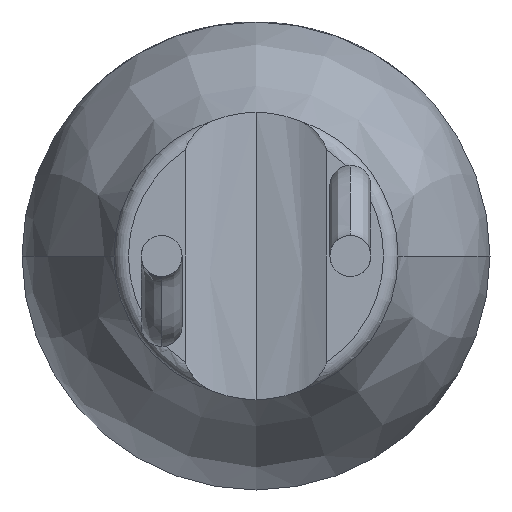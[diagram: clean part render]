
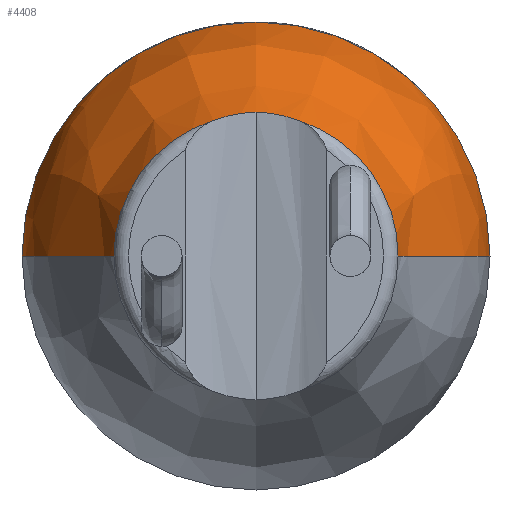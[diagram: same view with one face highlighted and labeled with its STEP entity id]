
A CAD part, front view. The second image highlights one B-rep face of the part: STEP entity #4408.
In plain terms, the highlighted free-form (B-spline) face has degree [3, 3] with [4, 4] control points.
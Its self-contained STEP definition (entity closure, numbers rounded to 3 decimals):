
#124 = CARTESIAN_POINT ( 'NONE',  ( -3.111, 1.57, 6.222 ) ) ;
#454 = CARTESIAN_POINT ( 'NONE',  ( -2.062, 0.899, 0. ) ) ;
#520 = CARTESIAN_POINT ( 'NONE',  ( -2.062, 0.899, 4.125 ) ) ;
#539 = CARTESIAN_POINT ( 'NONE',  ( 3.15, 3.228, 0. ) ) ;
#553 = CARTESIAN_POINT ( 'NONE',  ( 3.15, 3.228, 0. ) ) ;
#595 = VERTEX_POINT ( 'NONE', #953 ) ;
#617 = B_SPLINE_CURVE_WITH_KNOTS ( 'NONE', 3,
 ( #3001, #3574, #1135, #4174, #888, #4490 ),
 .UNSPECIFIED., .F., .F.,
 ( 4, 2, 4 ),
 ( 0., 0., 0.001 ),
 .UNSPECIFIED. ) ;
#639 = B_SPLINE_CURVE_WITH_KNOTS ( 'NONE', 3,
 ( #2330, #1231, #3268, #3705, #3691, #4533 ),
 .UNSPECIFIED., .F., .F.,
 ( 4, 2, 4 ),
 ( 0., 0., 0.001 ),
 .UNSPECIFIED. ) ;
#756 = CARTESIAN_POINT ( 'NONE',  ( 0., 3.228, 0. ) ) ;
#791 = EDGE_CURVE ( 'NONE', #3141, #1410, #4885, .T. ) ;
#818 = CIRCLE ( 'NONE', #4309, 1.913 ) ;
#823 = VERTEX_POINT ( 'NONE', #4768 ) ;
#888 = CARTESIAN_POINT ( 'NONE',  ( -0.484, 0.192, 1.859 ) ) ;
#953 = CARTESIAN_POINT ( 'NONE',  ( 1.913, 0.16, 0. ) ) ;
#1027 = B_SPLINE_CURVE_WITH_KNOTS ( 'NONE', 3,
 ( #2090, #454, #3306, #4512 ),
 .UNSPECIFIED., .F., .F.,
 ( 4, 4 ),
 ( 0.067, 1. ),
 .UNSPECIFIED. ) ;
#1093 = EDGE_CURVE ( 'NONE', #1410, #3707, #3291, .T. ) ;
#1127 =( BOUNDED_SURFACE ( )  B_SPLINE_SURFACE ( 3, 3, ( 
 ( #5031, #1790, #4626, #3355 ),
 ( #1753, #3336, #520, #3375 ),
 ( #2181, #2583, #124, #4642 ),
 ( #539, #3394, #1407, #1394 ) ),
 .UNSPECIFIED., .F., .F., .T. ) 
 B_SPLINE_SURFACE_WITH_KNOTS ( ( 4, 4 ),
 ( 4, 4 ),
 ( 0.067, 1. ),
 ( 0., 1. ),
 .UNSPECIFIED. ) 
 GEOMETRIC_REPRESENTATION_ITEM ( )  RATIONAL_B_SPLINE_SURFACE ( (
 ( 1., 0.333, 0.333, 1.),
 ( 1., 0.333, 0.333, 1.),
 ( 1., 0.333, 0.333, 1.),
 ( 1., 0.333, 0.333, 1.) ) ) 
 REPRESENTATION_ITEM ( '' )  SURFACE ( )  );
#1135 = CARTESIAN_POINT ( 'NONE',  ( -0.198, 0.24, 1.924 ) ) ;
#1143 = EDGE_CURVE ( 'NONE', #2911, #595, #818, .T. ) ;
#1231 = CARTESIAN_POINT ( 'NONE',  ( 0.1, 0.247, 1.934 ) ) ;
#1394 = CARTESIAN_POINT ( 'NONE',  ( -3.15, 3.228, 0. ) ) ;
#1407 = CARTESIAN_POINT ( 'NONE',  ( -3.15, 3.228, 6.3 ) ) ;
#1410 = VERTEX_POINT ( 'NONE', #3524 ) ;
#1483 = CARTESIAN_POINT ( 'NONE',  ( 0., 0.16, 0. ) ) ;
#1606 = CARTESIAN_POINT ( 'NONE',  ( 1.913, 0.16, 0. ) ) ;
#1675 = EDGE_LOOP ( 'NONE', ( #2994, #2236, #3874, #2344, #4960, #2990, #3690, #3412 ) ) ;
#1700 = DIRECTION ( 'NONE',  ( 0., 0., -1. ) ) ;
#1753 = CARTESIAN_POINT ( 'NONE',  ( 2.062, 0.899, 0. ) ) ;
#1790 = CARTESIAN_POINT ( 'NONE',  ( 1.913, 0.16, 3.825 ) ) ;
#1832 = CARTESIAN_POINT ( 'NONE',  ( 0., 0.25, 1.935 ) ) ;
#1908 = CARTESIAN_POINT ( 'NONE',  ( -3.15, 3.228, 0. ) ) ;
#2053 = B_SPLINE_CURVE_WITH_KNOTS ( 'NONE', 3,
 ( #1606, #4877, #4125, #4575 ),
 .UNSPECIFIED., .F., .F.,
 ( 4, 4 ),
 ( 0.067, 1. ),
 .UNSPECIFIED. ) ;
#2090 = CARTESIAN_POINT ( 'NONE',  ( -1.913, 0.16, 0. ) ) ;
#2181 = CARTESIAN_POINT ( 'NONE',  ( 3.111, 1.57, 0. ) ) ;
#2236 = ORIENTED_EDGE ( 'NONE', *, *, #4179, .T. ) ;
#2316 = EDGE_CURVE ( 'NONE', #3635, #823, #4954, .T. ) ;
#2330 = CARTESIAN_POINT ( 'NONE',  ( 0., 0.25, 1.935 ) ) ;
#2344 = ORIENTED_EDGE ( 'NONE', *, *, #1093, .T. ) ;
#2583 = CARTESIAN_POINT ( 'NONE',  ( 3.111, 1.57, 6.222 ) ) ;
#2675 = FACE_OUTER_BOUND ( 'NONE', #1675, .T. ) ;
#2814 = CARTESIAN_POINT ( 'NONE',  ( 0.573, 0.16, 1.825 ) ) ;
#2911 = VERTEX_POINT ( 'NONE', #2814 ) ;
#2924 = AXIS2_PLACEMENT_3D ( 'NONE', #4147, #3292, #1700 ) ;
#2990 = ORIENTED_EDGE ( 'NONE', *, *, #2316, .T. ) ;
#2994 = ORIENTED_EDGE ( 'NONE', *, *, #1143, .T. ) ;
#3001 = CARTESIAN_POINT ( 'NONE',  ( 0., 0.25, 1.935 ) ) ;
#3007 = EDGE_CURVE ( 'NONE', #4497, #823, #617, .T. ) ;
#3141 = VERTEX_POINT ( 'NONE', #553 ) ;
#3268 = CARTESIAN_POINT ( 'NONE',  ( 0.198, 0.24, 1.924 ) ) ;
#3291 = CIRCLE ( 'NONE', #4570, 3.15 ) ;
#3292 = DIRECTION ( 'NONE',  ( 0., 1., 0. ) ) ;
#3306 = CARTESIAN_POINT ( 'NONE',  ( -3.111, 1.57, 0. ) ) ;
#3316 = AXIS2_PLACEMENT_3D ( 'NONE', #756, #4020, #4001 ) ;
#3336 = CARTESIAN_POINT ( 'NONE',  ( 2.062, 0.899, 4.125 ) ) ;
#3355 = CARTESIAN_POINT ( 'NONE',  ( -1.913, 0.16, 0. ) ) ;
#3375 = CARTESIAN_POINT ( 'NONE',  ( -2.062, 0.899, 0. ) ) ;
#3394 = CARTESIAN_POINT ( 'NONE',  ( 3.15, 3.228, 6.3 ) ) ;
#3412 = ORIENTED_EDGE ( 'NONE', *, *, #4016, .T. ) ;
#3524 = CARTESIAN_POINT ( 'NONE',  ( 0., 3.228, 3.15 ) ) ;
#3535 = CARTESIAN_POINT ( 'NONE',  ( 0., 3.228, 0. ) ) ;
#3572 = DIRECTION ( 'NONE',  ( 0., -1., 0. ) ) ;
#3574 = CARTESIAN_POINT ( 'NONE',  ( -0.1, 0.247, 1.934 ) ) ;
#3635 = VERTEX_POINT ( 'NONE', #5064 ) ;
#3690 = ORIENTED_EDGE ( 'NONE', *, *, #3007, .F. ) ;
#3691 = CARTESIAN_POINT ( 'NONE',  ( 0.484, 0.192, 1.859 ) ) ;
#3705 = CARTESIAN_POINT ( 'NONE',  ( 0.39, 0.213, 1.887 ) ) ;
#3707 = VERTEX_POINT ( 'NONE', #1908 ) ;
#3863 = EDGE_CURVE ( 'NONE', #3635, #3707, #1027, .T. ) ;
#3874 = ORIENTED_EDGE ( 'NONE', *, *, #791, .T. ) ;
#3950 = DIRECTION ( 'NONE',  ( 0., 1., 0. ) ) ;
#3969 = DIRECTION ( 'NONE',  ( 0., 0., -1. ) ) ;
#4001 = DIRECTION ( 'NONE',  ( 0., 0., -1. ) ) ;
#4016 = EDGE_CURVE ( 'NONE', #4497, #2911, #639, .T. ) ;
#4020 = DIRECTION ( 'NONE',  ( 0., -1., 0. ) ) ;
#4125 = CARTESIAN_POINT ( 'NONE',  ( 3.111, 1.57, 0. ) ) ;
#4147 = CARTESIAN_POINT ( 'NONE',  ( 0., 0.16, 0. ) ) ;
#4174 = CARTESIAN_POINT ( 'NONE',  ( -0.39, 0.213, 1.887 ) ) ;
#4179 = EDGE_CURVE ( 'NONE', #595, #3141, #2053, .T. ) ;
#4309 = AXIS2_PLACEMENT_3D ( 'NONE', #1483, #3950, #3969 ) ;
#4360 = DIRECTION ( 'NONE',  ( 0., 0., -1. ) ) ;
#4408 = ADVANCED_FACE ( 'NONE', ( #2675 ), #1127, .T. ) ;
#4490 = CARTESIAN_POINT ( 'NONE',  ( -0.573, 0.16, 1.825 ) ) ;
#4497 = VERTEX_POINT ( 'NONE', #1832 ) ;
#4512 = CARTESIAN_POINT ( 'NONE',  ( -3.15, 3.228, 0. ) ) ;
#4533 = CARTESIAN_POINT ( 'NONE',  ( 0.573, 0.16, 1.825 ) ) ;
#4570 = AXIS2_PLACEMENT_3D ( 'NONE', #3535, #3572, #4360 ) ;
#4575 = CARTESIAN_POINT ( 'NONE',  ( 3.15, 3.228, 0. ) ) ;
#4626 = CARTESIAN_POINT ( 'NONE',  ( -1.913, 0.16, 3.825 ) ) ;
#4642 = CARTESIAN_POINT ( 'NONE',  ( -3.111, 1.57, 0. ) ) ;
#4768 = CARTESIAN_POINT ( 'NONE',  ( -0.573, 0.16, 1.825 ) ) ;
#4877 = CARTESIAN_POINT ( 'NONE',  ( 2.062, 0.899, 0. ) ) ;
#4885 = CIRCLE ( 'NONE', #3316, 3.15 ) ;
#4954 = CIRCLE ( 'NONE', #2924, 1.913 ) ;
#4960 = ORIENTED_EDGE ( 'NONE', *, *, #3863, .F. ) ;
#5031 = CARTESIAN_POINT ( 'NONE',  ( 1.913, 0.16, 0. ) ) ;
#5064 = CARTESIAN_POINT ( 'NONE',  ( -1.913, 0.16, 0. ) ) ;
